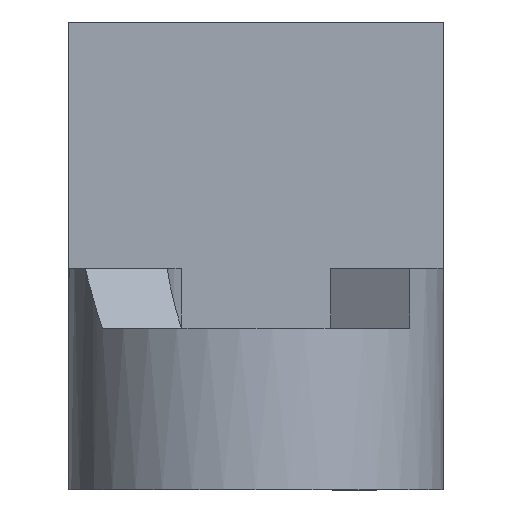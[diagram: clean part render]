
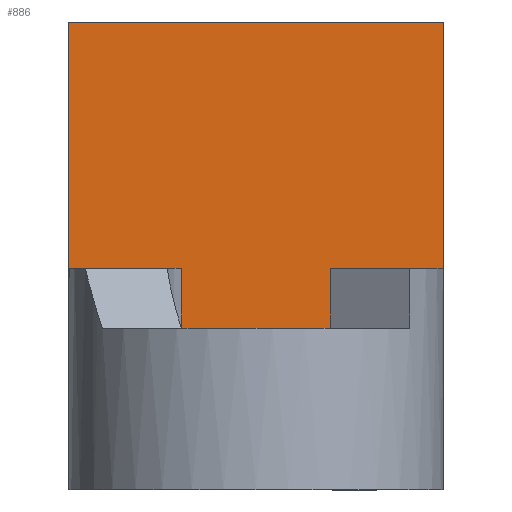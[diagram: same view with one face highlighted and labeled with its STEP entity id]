
A CAD part, left-side view. The second image highlights one B-rep face of the part: STEP entity #886.
In plain terms, the highlighted planar face has unit normal (-1, 0, 0).
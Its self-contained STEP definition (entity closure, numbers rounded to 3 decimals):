
#43=PLANE('',#962);
#82=FACE_OUTER_BOUND('',#135,.T.);
#135=EDGE_LOOP('',(#728,#729,#730,#731));
#195=LINE('',#1351,#288);
#204=LINE('',#1373,#297);
#224=LINE('',#1416,#317);
#225=LINE('',#1418,#318);
#288=VECTOR('',#1080,10.);
#297=VECTOR('',#1097,10.);
#317=VECTOR('',#1139,10.);
#318=VECTOR('',#1142,10.);
#418=VERTEX_POINT('',#1348);
#419=VERTEX_POINT('',#1350);
#427=VERTEX_POINT('',#1370);
#428=VERTEX_POINT('',#1372);
#512=EDGE_CURVE('',#419,#418,#195,.T.);
#523=EDGE_CURVE('',#428,#427,#204,.T.);
#545=EDGE_CURVE('',#418,#428,#224,.T.);
#546=EDGE_CURVE('',#419,#427,#225,.T.);
#728=ORIENTED_EDGE('',*,*,#512,.T.);
#729=ORIENTED_EDGE('',*,*,#545,.T.);
#730=ORIENTED_EDGE('',*,*,#523,.T.);
#731=ORIENTED_EDGE('',*,*,#546,.F.);
#886=ADVANCED_FACE('',(#82),#43,.T.);
#962=AXIS2_PLACEMENT_3D('',#1417,#1140,#1141);
#1080=DIRECTION('',(0.,0.,1.));
#1097=DIRECTION('',(0.,0.,-1.));
#1139=DIRECTION('',(0.,1.,0.));
#1140=DIRECTION('center_axis',(-1.,0.,
0.));
#1141=DIRECTION('ref_axis',(0.,0.,1.));
#1142=DIRECTION('',(0.,1.,0.));
#1348=CARTESIAN_POINT('',(5.498,113.398,30.461));
#1350=CARTESIAN_POINT('',(5.498,113.398,16.661));
#1351=CARTESIAN_POINT('',(5.498,113.398,14.416));
#1370=CARTESIAN_POINT('',(5.498,130.298,16.661));
#1372=CARTESIAN_POINT('',(5.498,130.298,30.461));
#1373=CARTESIAN_POINT('',(5.498,130.298,17.21));
#1416=CARTESIAN_POINT('',(5.498,130.298,30.461));
#1417=CARTESIAN_POINT('Origin',(5.498,130.298,16.661));
#1418=CARTESIAN_POINT('',(5.498,123.386,16.661));
